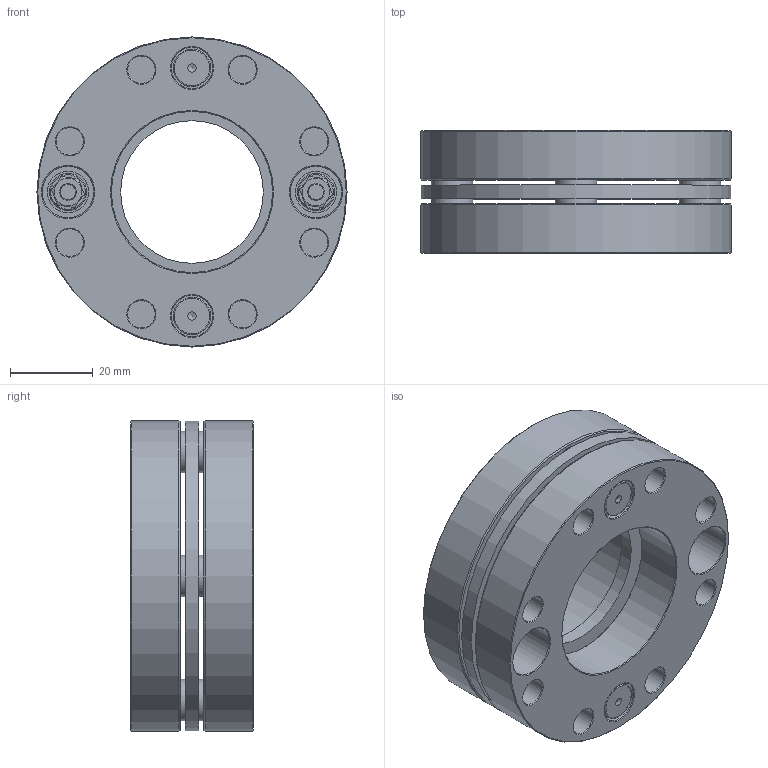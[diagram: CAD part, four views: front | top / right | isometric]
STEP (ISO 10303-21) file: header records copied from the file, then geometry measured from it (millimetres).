
FILE_DESCRIPTION(/* description */ ('Unknown'),/* implementation_level */ '2;1');
FILE_NAME(/* name */ 'HK20-2,8-00-00',/* time_stamp */ '2020-09-14T11:15:17+02:00',/* author */ ('Unknown'),/* organization */ ('Unknown'),/* preprocessor_version */ 'ST-DEVELOPER v16.7',/* originating_system */ 'Solid Edge',/* authorisation */ 'Unknown');
FILE_SCHEMA (('AUTOMOTIVE_DESIGN {1 0 10303 214 3 1 1}'));
Length unit declared in the file: millimetre
Products named in the file (1): Part6
Bounding box: 75 x 29.7 x 75 mm (x, y, z)
Volume: 77552.4 mm3; surface area: 33763.8 mm2
Topology: 1 solids, 1 shells, 184 faces, 458 edges, 304 vertices
Faces by surface type: cone 70, plane 54, cylinder 50, torus 10
Full cylindrical faces by diameter (mm): 4 x4, 6.647 x16, 9 x8, 10 x12, 12.5 x4, 34.5 x1, 39 x2, 74.9 x1, 75 x2
Entity records: 5720 total; most frequent: CARTESIAN_POINT 861, DIRECTION 754, ORIENTED_EDGE 504, FACE_BOUND 396, EDGE_LOOP 392, AXIS2_PLACEMENT_3D 365, EDGE_CURVE 252, VERTEX_POINT 232
